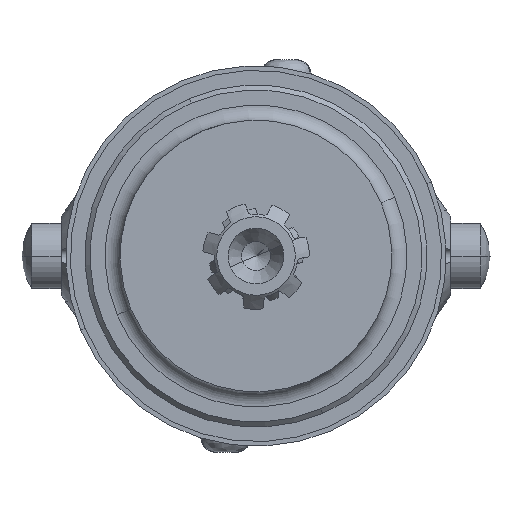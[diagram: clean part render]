
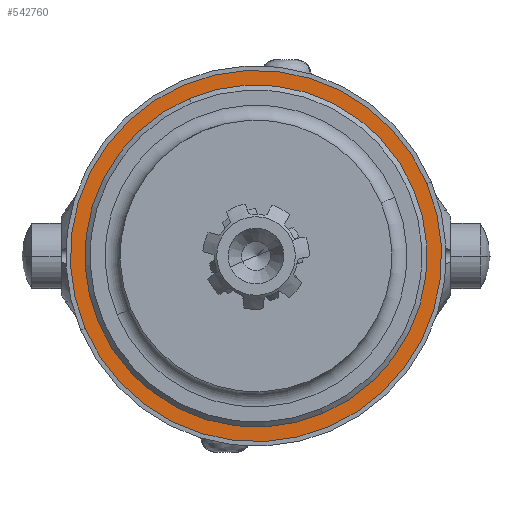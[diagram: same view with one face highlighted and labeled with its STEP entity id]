
A CAD part, left-side view. The second image highlights one B-rep face of the part: STEP entity #542760.
In plain terms, the highlighted planar face has unit normal (-1, 0, 0).
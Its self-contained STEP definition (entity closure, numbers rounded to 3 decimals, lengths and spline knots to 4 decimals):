
#538638=CARTESIAN_POINT('',(-3.0965,0.,0.));
#538639=DIRECTION('',(1.,0.,0.));
#538640=DIRECTION('',(0.,-0.391,-0.921));
#538641=AXIS2_PLACEMENT_3D('',#538638,#538639,#538640);
#538643=CARTESIAN_POINT('',(-3.0965,0.,0.));
#538644=DIRECTION('',(1.,0.,0.));
#538645=DIRECTION('',(0.,0.391,0.921));
#538646=AXIS2_PLACEMENT_3D('',#538643,#538644,#538645);
#538648=CARTESIAN_POINT('',(-3.0965,0.,0.));
#538649=DIRECTION('',(-1.,0.,0.));
#538650=DIRECTION('',(0.,-0.391,-0.921));
#538651=AXIS2_PLACEMENT_3D('',#538648,#538649,#538650);
#538653=CARTESIAN_POINT('',(-3.0965,0.,0.));
#538654=DIRECTION('',(-1.,0.,0.));
#538655=DIRECTION('',(0.,0.391,0.921));
#538656=AXIS2_PLACEMENT_3D('',#538653,#538654,#538655);
#541839=CARTESIAN_POINT('',(-3.0965,0.2615,
0.6161));
#541840=VERTEX_POINT('',#541839);
#541841=CARTESIAN_POINT('',(-3.0965,-0.2615,
-0.6161));
#541842=VERTEX_POINT('',#541841);
#541847=CARTESIAN_POINT('',(-3.0965,-0.2838,
-0.6686));
#541848=CARTESIAN_POINT('',(-3.0965,0.2838,
0.6686));
#541849=VERTEX_POINT('',#541847);
#541850=VERTEX_POINT('',#541848);
#542745=CARTESIAN_POINT('',(-3.0965,0.,0.));
#542746=DIRECTION('',(1.,0.,0.));
#542747=DIRECTION('',(0.,0.391,0.921));
#542748=AXIS2_PLACEMENT_3D('',#542745,#542746,#542747);
#542749=PLANE('',#542748);
#542751=ORIENTED_EDGE('',*,*,#542750,.T.);
#542753=ORIENTED_EDGE('',*,*,#542752,.T.);
#542754=EDGE_LOOP('',(#542751,#542753));
#542755=FACE_OUTER_BOUND('',#542754,.F.);
#542756=ORIENTED_EDGE('',*,*,#542725,.T.);
#542757=ORIENTED_EDGE('',*,*,#542739,.T.);
#542758=EDGE_LOOP('',(#542756,#542757));
#542759=FACE_BOUND('',#542758,.F.);
#542760=ADVANCED_FACE('',(#542755,#542759),#542749,.F.);
#538642=CIRCLE('',#538641,0.7264);
#538647=CIRCLE('',#538646,0.7264);
#538652=CIRCLE('',#538651,0.6693);
#538657=CIRCLE('',#538656,0.6693);
#542725=EDGE_CURVE('',#541842,#541840,#538652,.T.);
#542739=EDGE_CURVE('',#541840,#541842,#538657,.T.);
#542750=EDGE_CURVE('',#541849,#541850,#538642,.T.);
#542752=EDGE_CURVE('',#541850,#541849,#538647,.T.);
